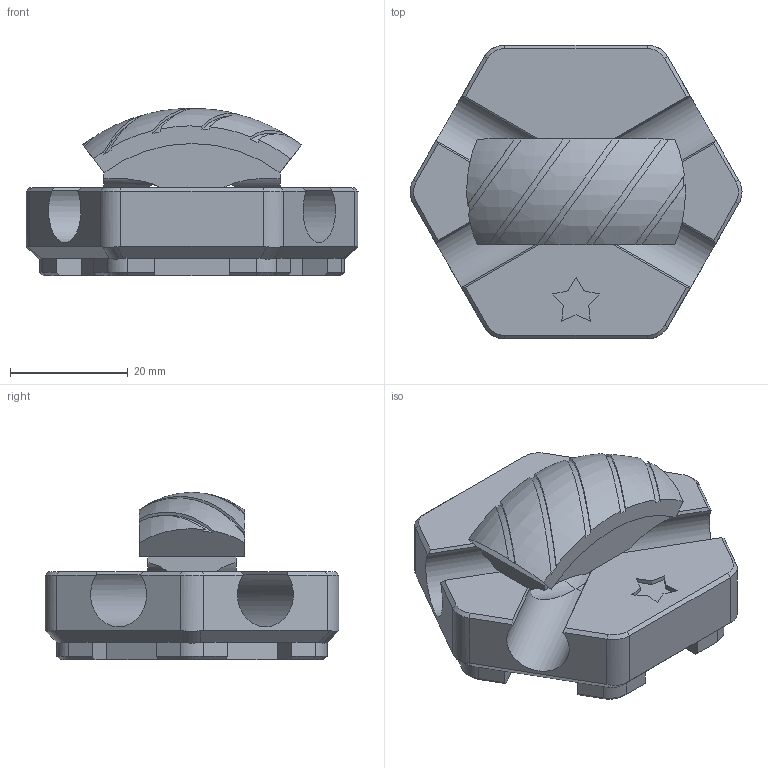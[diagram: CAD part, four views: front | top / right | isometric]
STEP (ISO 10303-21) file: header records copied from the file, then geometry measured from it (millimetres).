
FILE_DESCRIPTION(/* description */ (''),/* implementation_level */ '2;1');
FILE_NAME(/* name */ 'Sushi - Nigiri A.step',/* time_stamp */ '2025-05-08T08:35:31-07:00',/* author */ (''),/* organization */ (''),/* preprocessor_version */ 'ST-DEVELOPER v20.1',/* originating_system */ 'Autodesk Translation Framework v14.4.0.0',/* authorisation */ '');
FILE_SCHEMA (('AUTOMOTIVE_DESIGN { 1 0 10303 214 3 1 1 }'));
Length unit declared in the file: millimetre
Products named in the file (3): (Unsaved); Component2; Component4
Assembly tree (2 placements, depth 2):
  (Unsaved)
    Component2
    Component4
Bounding box: 56.5 x 50 x 28.5 mm (x, y, z)
Volume: 27559.3 mm3; surface area: 10803.4 mm2
Topology: 3 solids, 3 shells, 167 faces, 438 edges, 278 vertices
Faces by surface type: plane 116, cylinder 28, cone 12, torus 11
Entity records: 5474 total; most frequent: CARTESIAN_POINT 1202, ORIENTED_EDGE 876, DIRECTION 874, EDGE_CURVE 438, LINE 302, VECTOR 302, AXIS2_PLACEMENT_3D 286, VERTEX_POINT 278
